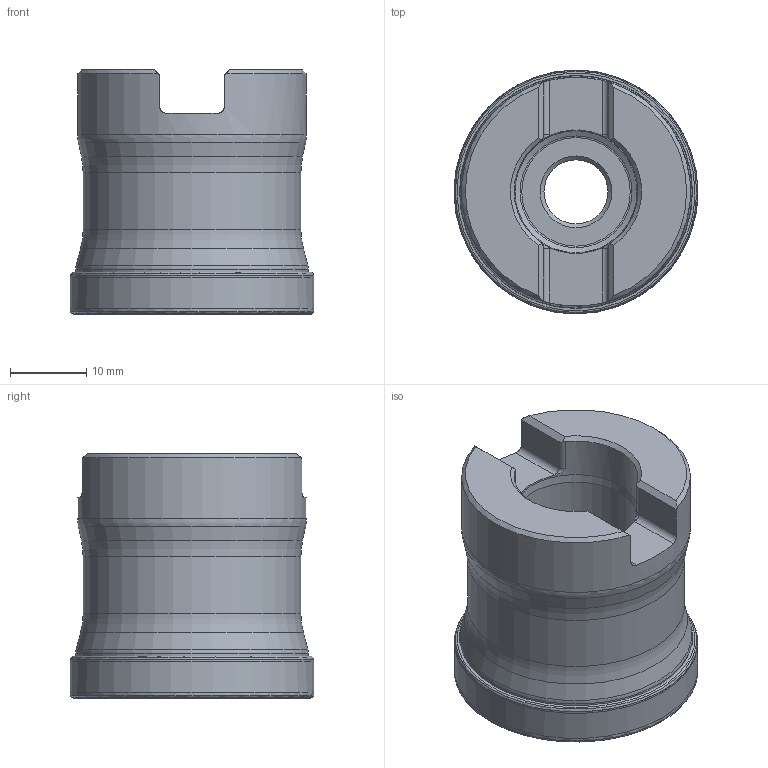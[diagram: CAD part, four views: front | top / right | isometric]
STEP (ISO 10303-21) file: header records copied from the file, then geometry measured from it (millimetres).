
FILE_DESCRIPTION(/* description */ (''),/* implementation_level */ '2;1');
FILE_NAME(/* name */ '32A06R_S90SO05O_C_115009606ndi000_00_SIM.stp',/* time_stamp */ '2020-01-31T06:52:08+01:00',/* author */ (''),/* organization */ (''),/* preprocessor_version */ 'ST-DEVELOPER v16.7',/* originating_system */ 'SIEMENS PLM Software NX 12.0',/* authorisation */ '');
FILE_SCHEMA (('AUTOMOTIVE_DESIGN { 1 0 10303 214 3 1 1 1 }'));
Length unit declared in the file: millimetre
Products named in the file (1): lf1904A4877Dx7l6
Bounding box: 31.95 x 31.95 x 32 mm (x, y, z)
Volume: 18039.5 mm3; surface area: 7305.4 mm2
Topology: 2 solids, 2 shells, 88 faces, 222 edges, 136 vertices
Faces by surface type: revolution 24, cylinder 21, torus 15, plane 14, cone 14
Full cylindrical faces by diameter (mm): 8.4 x1, 12.4 x1, 16.005 x1, 16.2 x1, 28.537 x1, 30 x1, 30.537 x1
Entity records: 2587 total; most frequent: CARTESIAN_POINT 807, DIRECTION 352, ORIENTED_EDGE 294, AXIS2_PLACEMENT_3D 148, EDGE_CURVE 147, EDGE_LOOP 142, VERTEX_POINT 113, FACE_BOUND 108
